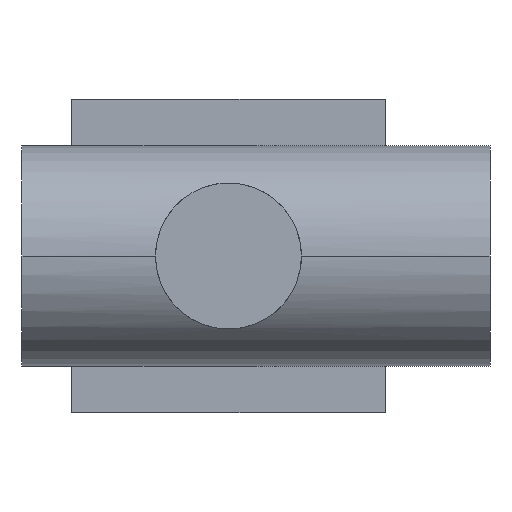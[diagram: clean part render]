
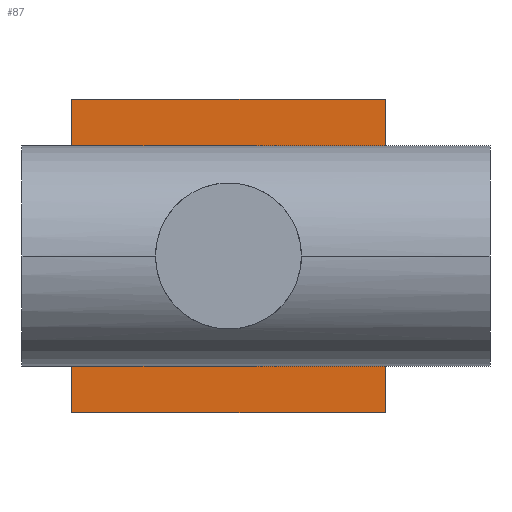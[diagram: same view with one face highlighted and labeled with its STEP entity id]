
A CAD part, left-side view. The second image highlights one B-rep face of the part: STEP entity #87.
In plain terms, the highlighted planar face has unit normal (-1, 0, 0).
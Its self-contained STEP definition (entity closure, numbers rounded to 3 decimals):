
#87=ADVANCED_FACE('',(#191,#192),#193,.F.);
#191=FACE_OUTER_BOUND('',#314,.T.);
#192=FACE_BOUND('',#315,.T.);
#193=PLANE('',#316);
#314=EDGE_LOOP('',(#499,#500,#501,#502));
#315=EDGE_LOOP('',(#503,#504));
#316=AXIS2_PLACEMENT_3D('',#505,#506,#507);
#499=ORIENTED_EDGE('',*,*,#746,.F.);
#500=ORIENTED_EDGE('',*,*,#743,.F.);
#501=ORIENTED_EDGE('',*,*,#740,.F.);
#502=ORIENTED_EDGE('',*,*,#749,.F.);
#503=ORIENTED_EDGE('',*,*,#751,.F.);
#504=ORIENTED_EDGE('',*,*,#722,.F.);
#505=CARTESIAN_POINT('',(1.5,0.,0.0));
#506=DIRECTION('',(1.0,0.0,0.0));
#507=DIRECTION('',(0.0,0.0,-1.0));
#722=EDGE_CURVE('',#854,#856,#857,.T.);
#740=EDGE_CURVE('',#882,#884,#885,.T.);
#743=EDGE_CURVE('',#884,#888,#889,.T.);
#746=EDGE_CURVE('',#888,#892,#893,.T.);
#749=EDGE_CURVE('',#892,#882,#896,.T.);
#751=EDGE_CURVE('',#856,#854,#898,.T.);
#854=VERTEX_POINT('',#1267);
#856=VERTEX_POINT('',#1270);
#857=CIRCLE('',#1271,3.);
#882=VERTEX_POINT('',#1303);
#884=VERTEX_POINT('',#1306);
#885=LINE('',#1307,#1308);
#888=VERTEX_POINT('',#1312);
#889=LINE('',#1313,#1314);
#892=VERTEX_POINT('',#1318);
#893=LINE('',#1319,#1320);
#896=LINE('',#1324,#1325);
#898=CIRCLE('',#1327,3.);
#1267=CARTESIAN_POINT('',(1.5,0.,3.));
#1270=CARTESIAN_POINT('',(1.5,0.0,-3.));
#1271=AXIS2_PLACEMENT_3D('',#1626,#1627,#1628);
#1303=CARTESIAN_POINT('',(1.5,-5.7,5.7));
#1306=CARTESIAN_POINT('',(1.5,-5.7,-5.7));
#1307=CARTESIAN_POINT('',(1.5,-5.7,0.0));
#1308=VECTOR('',#1649,1000.0);
#1312=CARTESIAN_POINT('',(1.5,5.7,-5.7));
#1313=CARTESIAN_POINT('',(1.5,0.,-5.7));
#1314=VECTOR('',#1651,1000.0);
#1318=CARTESIAN_POINT('',(1.5,5.7,5.7));
#1319=CARTESIAN_POINT('',(1.5,5.7,0.0));
#1320=VECTOR('',#1653,1000.0);
#1324=CARTESIAN_POINT('',(1.5,0.,5.7));
#1325=VECTOR('',#1655,1000.0);
#1327=AXIS2_PLACEMENT_3D('',#1656,#1657,#1658);
#1626=CARTESIAN_POINT('',(1.5,0.0,0.0));
#1627=DIRECTION('',(-1.0,0.0,0.0));
#1628=DIRECTION('',(0.0,0.0,-1.0));
#1649=DIRECTION('',(0.0,0.0,-1.0));
#1651=DIRECTION('',(0.0,1.0,0.0));
#1653=DIRECTION('',(0.0,0.0,1.0));
#1655=DIRECTION('',(0.0,-1.0,0.0));
#1656=CARTESIAN_POINT('',(1.5,0.0,0.0));
#1657=DIRECTION('',(-1.0,0.0,0.0));
#1658=DIRECTION('',(0.0,0.0,-1.0));
